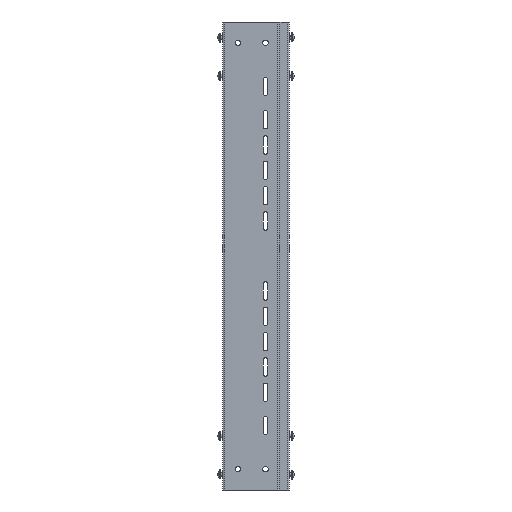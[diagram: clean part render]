
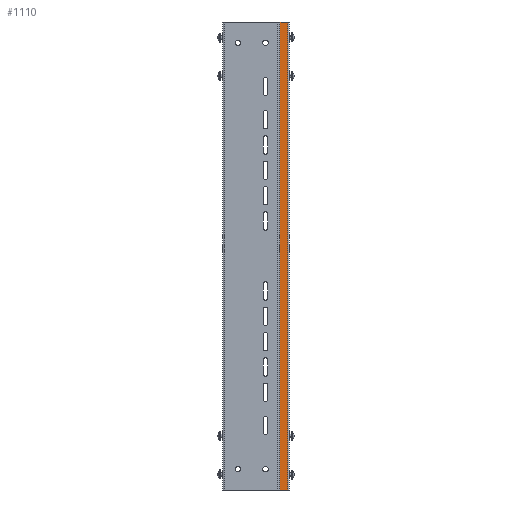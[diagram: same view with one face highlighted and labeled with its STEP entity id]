
A CAD part, front view. The second image highlights one B-rep face of the part: STEP entity #1110.
In plain terms, the highlighted planar face has unit normal (0, -1, 0).
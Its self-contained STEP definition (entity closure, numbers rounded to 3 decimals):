
#393 = FACE_OUTER_BOUND ( 'NONE', #3660, .T. ) ;
#614 = VECTOR ( 'NONE', #6293, 1000. ) ;
#996 = CARTESIAN_POINT ( 'NONE',  ( 60.2, 30., 381. ) ) ;
#1110 = ADVANCED_FACE ( 'NONE', ( #393 ), #5370, .F. ) ;
#1416 = VECTOR ( 'NONE', #3534, 1000. ) ;
#1599 = CARTESIAN_POINT ( 'NONE',  ( 47.4, 30., -381. ) ) ;
#1732 = VECTOR ( 'NONE', #7205, 1000. ) ;
#1789 = ORIENTED_EDGE ( 'NONE', *, *, #3393, .T. ) ;
#2102 = CARTESIAN_POINT ( 'NONE',  ( 60.2, 30., -381. ) ) ;
#2377 = ORIENTED_EDGE ( 'NONE', *, *, #2793, .T. ) ;
#2532 = VERTEX_POINT ( 'NONE', #2102 ) ;
#2793 = EDGE_CURVE ( 'NONE', #5575, #2532, #3685, .T. ) ;
#2832 = CARTESIAN_POINT ( 'NONE',  ( 47.4, 30., 381. ) ) ;
#2935 = ORIENTED_EDGE ( 'NONE', *, *, #4884, .F. ) ;
#3393 = EDGE_CURVE ( 'NONE', #4432, #5575, #5934, .T. ) ;
#3534 = DIRECTION ( 'NONE',  ( 0., 0., -1. ) ) ;
#3660 = EDGE_LOOP ( 'NONE', ( #2377, #4983, #2935, #1789 ) ) ;
#3685 = LINE ( 'NONE', #7488, #614 ) ;
#4196 = LINE ( 'NONE', #6692, #4683 ) ;
#4251 = CARTESIAN_POINT ( 'NONE',  ( 47.4, 30., 381. ) ) ;
#4432 = VERTEX_POINT ( 'NONE', #4251 ) ;
#4683 = VECTOR ( 'NONE', #6079, 1000. ) ;
#4808 = CARTESIAN_POINT ( 'NONE',  ( 46., 30., 381. ) ) ;
#4884 = EDGE_CURVE ( 'NONE', #4432, #7640, #4196, .T. ) ;
#4983 = ORIENTED_EDGE ( 'NONE', *, *, #7605, .F. ) ;
#5370 = PLANE ( 'NONE',  #6202 ) ;
#5500 = DIRECTION ( 'NONE',  ( 0., 0., 1. ) ) ;
#5575 = VERTEX_POINT ( 'NONE', #1599 ) ;
#5934 = LINE ( 'NONE', #2832, #1732 ) ;
#6076 = DIRECTION ( 'NONE',  ( 0., 1., 0. ) ) ;
#6079 = DIRECTION ( 'NONE',  ( 1., 0., 0. ) ) ;
#6202 = AXIS2_PLACEMENT_3D ( 'NONE', #4808, #6076, #5500 ) ;
#6293 = DIRECTION ( 'NONE',  ( 1., 0., 0. ) ) ;
#6629 = LINE ( 'NONE', #996, #1416 ) ;
#6692 = CARTESIAN_POINT ( 'NONE',  ( 46., 30., 381. ) ) ;
#7205 = DIRECTION ( 'NONE',  ( 0., 0., -1. ) ) ;
#7374 = CARTESIAN_POINT ( 'NONE',  ( 60.2, 30., 381. ) ) ;
#7488 = CARTESIAN_POINT ( 'NONE',  ( 46., 30., -381. ) ) ;
#7605 = EDGE_CURVE ( 'NONE', #7640, #2532, #6629, .T. ) ;
#7640 = VERTEX_POINT ( 'NONE', #7374 ) ;
